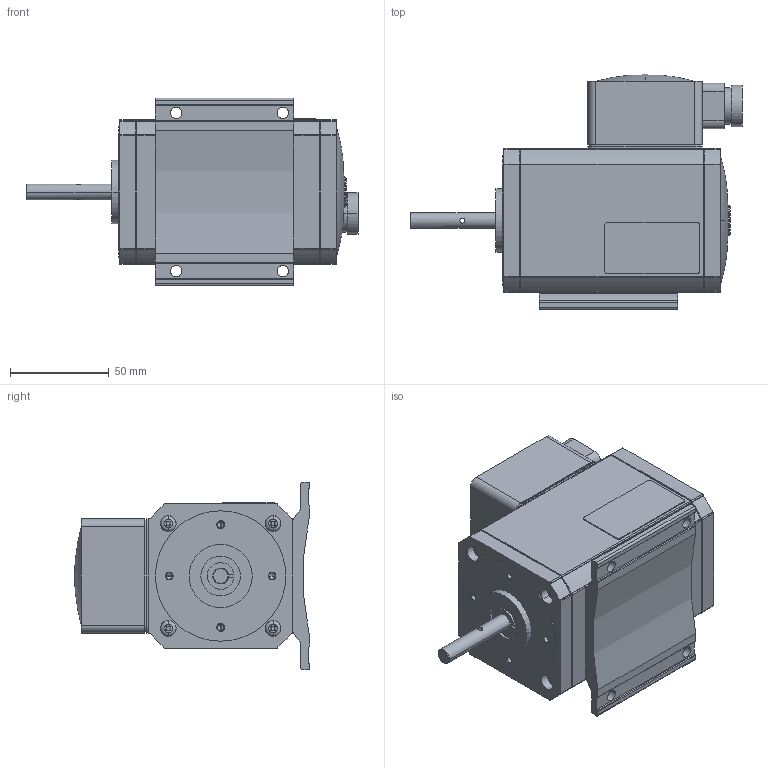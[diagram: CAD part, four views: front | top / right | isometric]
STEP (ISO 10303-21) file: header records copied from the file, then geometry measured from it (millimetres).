
FILE_DESCRIPTION( ( '' ), '1' );
FILE_NAME( 'igk_65_40__2264315_mit_fuss_ohne_bremse_2_polig_2_03.stp', '2010-03-29T15:08:34', ( '' ), ( '' ), ' ', ' ', ' ' );
FILE_SCHEMA( ( 'CONFIG_CONTROL_DESIGN' ) );
Length unit declared in the file: millimetre
Products named in the file (1): 1
Bounding box: 168 x 119 x 95 mm (x, y, z)
Volume: 748485.8 mm3; surface area: 61977 mm2
Topology: 1 solids, 1 shells, 418 faces, 1117 edges, 737 vertices
Faces by surface type: plane 191, cylinder 183, torus 24, cone 20
Entity records: 13257 total; most frequent: DIRECTION 2407, CARTESIAN_POINT 2333, ORIENTED_EDGE 2214, EDGE_CURVE 1107, AXIS2_PLACEMENT_3D 887, VERTEX_POINT 737, LINE 633, VECTOR 633
